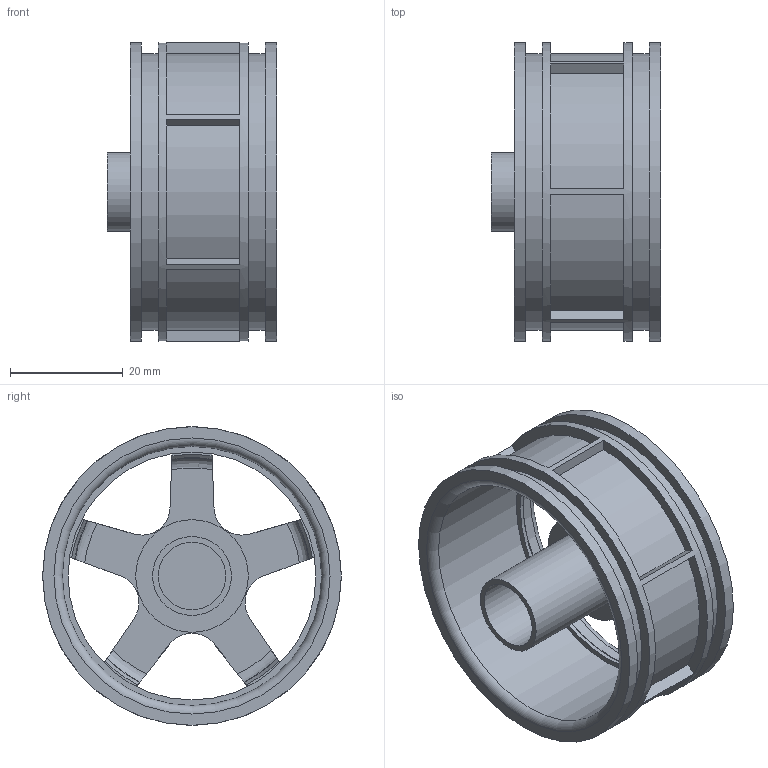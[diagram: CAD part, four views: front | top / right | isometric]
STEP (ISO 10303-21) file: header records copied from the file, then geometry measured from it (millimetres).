
FILE_DESCRIPTION(/* description */ ('STEP AP214','CAx-IF Rec.Pracs.---User Defined Attributes---1.5---2016-08-15'),/* implementation_level */ '2;1');
FILE_NAME(/* name */ '6930f1e5f02cf44860177ac5',/* time_stamp */ '2025-12-04T02:28:54Z',/* author */ (''),/* organization */ (''),/* preprocessor_version */ 'ST-DEVELOPER v20',/* originating_system */ 'ONSHAPE BY PTC INC, 1.207',/* authorisation */ ' ');
FILE_SCHEMA (('AUTOMOTIVE_DESIGN {1 0 10303 214 3 1 1}'));
Length unit declared in the file: metre
Products named in the file (1): Part 2
Bounding box: 30 x 53 x 53 mm (x, y, z)
Volume: 12246 mm3; surface area: 15674.9 mm2
Topology: 1 solids, 1 shells, 116 faces, 305 edges, 199 vertices
Faces by surface type: plane 58, cylinder 29, torus 15, cone 14
Full cylindrical faces by diameter (mm): 10 x1, 12 x1, 14 x1, 18 x1, 20 x1, 44 x1, 46 x2, 49 x2, 53 x3
Entity records: 4329 total; most frequent: CARTESIAN_POINT 732, DIRECTION 582, ORIENTED_EDGE 544, EDGE_CURVE 272, AXIS2_PLACEMENT_3D 237, VERTEX_POINT 189, EDGE_LOOP 157, FACE_BOUND 157
